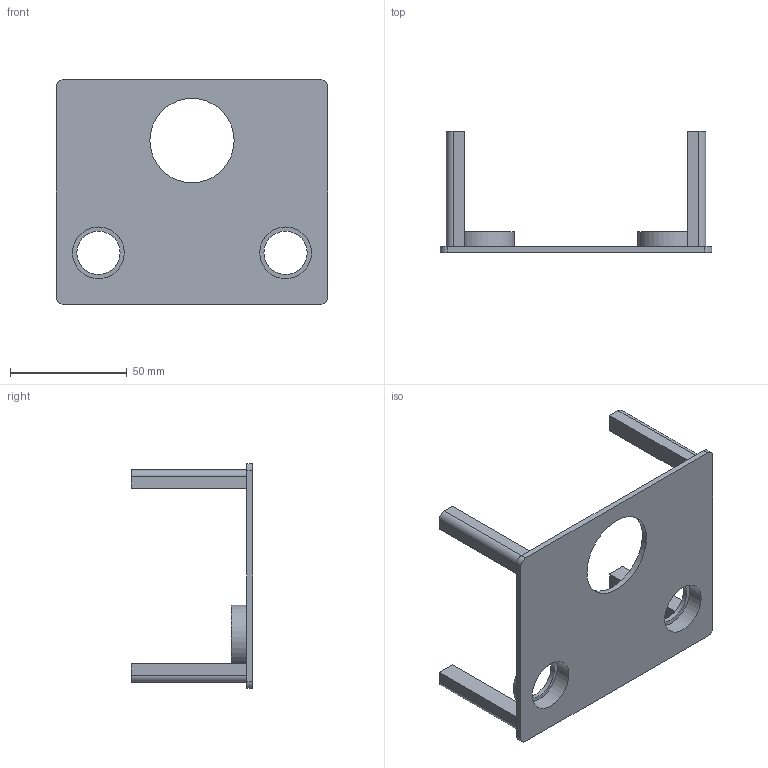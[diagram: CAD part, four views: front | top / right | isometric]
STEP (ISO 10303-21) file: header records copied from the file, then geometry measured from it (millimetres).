
FILE_DESCRIPTION(/* description */ (''),/* implementation_level */ '2;1');
FILE_NAME(/* name */ 'shakerTop.step',/* time_stamp */ '2021-12-03T11:10:29-05:00',/* author */ (''),/* organization */ (''),/* preprocessor_version */ 'ST-DEVELOPER v18.1',/* originating_system */ 'Autodesk Translation Framework v10.10.0.1391',/* authorisation */ '');
FILE_SCHEMA (('AUTOMOTIVE_DESIGN { 1 0 10303 214 3 1 1 }'));
Length unit declared in the file: millimetre
Products named in the file (1): shakerTop
Bounding box: 116 x 51.75 x 96 mm (x, y, z)
Volume: 36653.9 mm3; surface area: 30944.1 mm2
Topology: 1 solids, 1 shells, 53 faces, 117 edges, 78 vertices
Faces by surface type: plane 34, cylinder 19
Full cylindrical faces by diameter (mm): 3.5 x4, 18.5 x2, 22.1 x2, 27 x2, 36 x1
Entity records: 1503 total; most frequent: DIRECTION 263, CARTESIAN_POINT 249, ORIENTED_EDGE 234, EDGE_CURVE 117, AXIS2_PLACEMENT_3D 92, LINE 79, VECTOR 79, VERTEX_POINT 78
